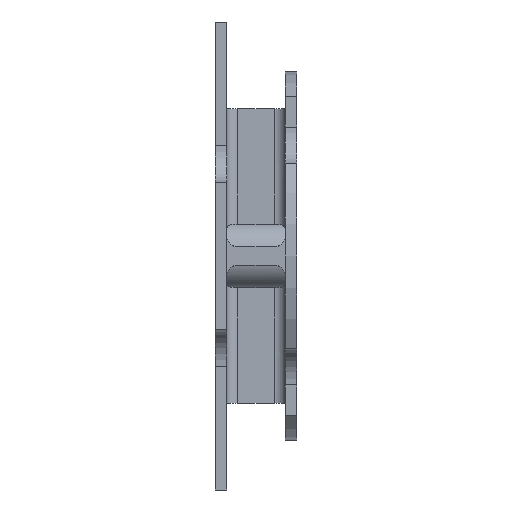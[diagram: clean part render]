
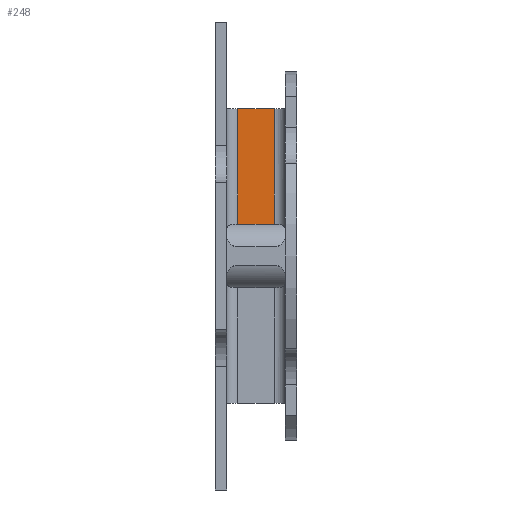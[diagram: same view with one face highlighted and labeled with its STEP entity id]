
A CAD part, left-side view. The second image highlights one B-rep face of the part: STEP entity #248.
In plain terms, the highlighted planar face has unit normal (-1, 0, 0).
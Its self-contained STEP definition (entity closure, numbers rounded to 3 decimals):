
#52 = VECTOR ( 'NONE', #2046, 1000. ) ;
#57 = LINE ( 'NONE', #734, #2025 ) ;
#130 = ORIENTED_EDGE ( 'NONE', *, *, #1195, .T. ) ;
#248 = ADVANCED_FACE ( 'NONE', ( #490 ), #1364, .F. ) ;
#382 = ORIENTED_EDGE ( 'NONE', *, *, #1539, .T. ) ;
#387 = CARTESIAN_POINT ( 'NONE',  ( -2.5, 16., 40. ) ) ;
#490 = FACE_OUTER_BOUND ( 'NONE', #1657, .T. ) ;
#600 = CARTESIAN_POINT ( 'NONE',  ( -2.5, 16., 8.646 ) ) ;
#625 = VERTEX_POINT ( 'NONE', #600 ) ;
#719 = DIRECTION ( 'NONE',  ( 0., -1., 0. ) ) ;
#734 = CARTESIAN_POINT ( 'NONE',  ( -2.5, 19., 40. ) ) ;
#978 = VERTEX_POINT ( 'NONE', #387 ) ;
#1019 = EDGE_CURVE ( 'NONE', #625, #1634, #1024, .T. ) ;
#1024 = LINE ( 'NONE', #1747, #2549 ) ;
#1040 = DIRECTION ( 'NONE',  ( 0., -1., 0. ) ) ;
#1170 = DIRECTION ( 'NONE',  ( 1., 0., 0. ) ) ;
#1195 = EDGE_CURVE ( 'NONE', #1634, #2912, #2499, .T. ) ;
#1240 = EDGE_CURVE ( 'NONE', #978, #2912, #57, .T. ) ;
#1353 = CARTESIAN_POINT ( 'NONE',  ( -2.5, 6., 0. ) ) ;
#1364 = PLANE ( 'NONE',  #2920 ) ;
#1410 = CARTESIAN_POINT ( 'NONE',  ( -2.5, 19., 0. ) ) ;
#1534 = LINE ( 'NONE', #2888, #2564 ) ;
#1539 = EDGE_CURVE ( 'NONE', #978, #625, #1534, .T. ) ;
#1634 = VERTEX_POINT ( 'NONE', #2062 ) ;
#1657 = EDGE_LOOP ( 'NONE', ( #2282, #382, #1881, #130 ) ) ;
#1747 = CARTESIAN_POINT ( 'NONE',  ( -2.5, 19., 8.646 ) ) ;
#1881 = ORIENTED_EDGE ( 'NONE', *, *, #1019, .T. ) ;
#2002 = DIRECTION ( 'NONE',  ( 0., 0., -1. ) ) ;
#2025 = VECTOR ( 'NONE', #719, 1000. ) ;
#2046 = DIRECTION ( 'NONE',  ( 0., 0., 1. ) ) ;
#2062 = CARTESIAN_POINT ( 'NONE',  ( -2.5, 6., 8.646 ) ) ;
#2282 = ORIENTED_EDGE ( 'NONE', *, *, #1240, .F. ) ;
#2499 = LINE ( 'NONE', #1353, #52 ) ;
#2522 = DIRECTION ( 'NONE',  ( 0., 0., -1. ) ) ;
#2549 = VECTOR ( 'NONE', #1040, 1000. ) ;
#2564 = VECTOR ( 'NONE', #2002, 1000. ) ;
#2654 = CARTESIAN_POINT ( 'NONE',  ( -2.5, 6., 40. ) ) ;
#2888 = CARTESIAN_POINT ( 'NONE',  ( -2.5, 16., 8.646 ) ) ;
#2912 = VERTEX_POINT ( 'NONE', #2654 ) ;
#2920 = AXIS2_PLACEMENT_3D ( 'NONE', #1410, #1170, #2522 ) ;
